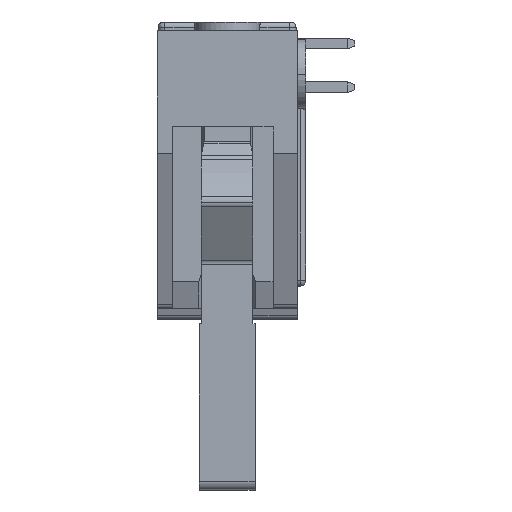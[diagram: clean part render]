
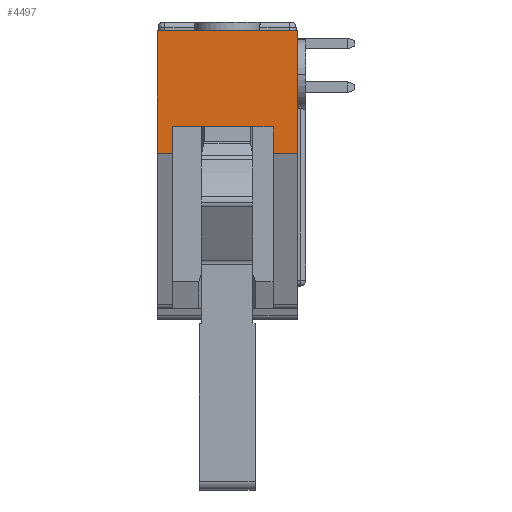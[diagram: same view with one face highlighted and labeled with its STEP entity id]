
A CAD part, left-side view. The second image highlights one B-rep face of the part: STEP entity #4497.
In plain terms, the highlighted planar face has unit normal (-1, 0, 0).
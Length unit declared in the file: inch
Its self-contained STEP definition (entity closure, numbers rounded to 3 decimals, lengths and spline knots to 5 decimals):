
#699 = VECTOR ( 'NONE', #19279, 39.37008 ) ;
#1368 = CARTESIAN_POINT ( 'NONE',  ( -1.38, 0.02, 0.079 ) ) ;
#1701 = CARTESIAN_POINT ( 'NONE',  ( -1.38, 0.305, -0.201 ) ) ;
#1877 = ORIENTED_EDGE ( 'NONE', *, *, #37420, .F. ) ;
#2530 = CARTESIAN_POINT ( 'NONE',  ( -1.38, 0.305, 0.37918 ) ) ;
#2910 = CARTESIAN_POINT ( 'NONE',  ( -1.38, 0.34, -0.201 ) ) ;
#3731 = VECTOR ( 'NONE', #5563, 39.37008 ) ;
#4497 = ADVANCED_FACE ( 'NONE', ( #27252 ), #44622, .F. ) ;
#4979 = CARTESIAN_POINT ( 'NONE',  ( -1.38, 0.075, -0.201 ) ) ;
#5470 = VECTOR ( 'NONE', #13839, 39.37008 ) ;
#5563 = DIRECTION ( 'NONE',  ( 0., 0., 1. ) ) ;
#6181 = LINE ( 'NONE', #45544, #27121 ) ;
#6483 = ORIENTED_EDGE ( 'NONE', *, *, #28270, .F. ) ;
#6929 = DIRECTION ( 'NONE',  ( 0., -1., 0. ) ) ;
#6991 = CARTESIAN_POINT ( 'NONE',  ( -1.38, 0.34, 0.079 ) ) ;
#7364 = EDGE_CURVE ( 'NONE', #26505, #33571, #13861, .T. ) ;
#7588 = VERTEX_POINT ( 'NONE', #6991 ) ;
#7632 = VERTEX_POINT ( 'NONE', #47536 ) ;
#8384 = LINE ( 'NONE', #2530, #5470 ) ;
#8747 = CARTESIAN_POINT ( 'NONE',  ( -1.38, 0.18, 0.079 ) ) ;
#8890 = LINE ( 'NONE', #31513, #3731 ) ;
#8992 = AXIS2_PLACEMENT_3D ( 'NONE', #22310, #26217, #11616 ) ;
#9059 = LINE ( 'NONE', #2910, #23588 ) ;
#9205 = VECTOR ( 'NONE', #24570, 39.37008 ) ;
#9798 = EDGE_LOOP ( 'NONE', ( #37298, #11434, #43799, #40134, #6483, #1877, #39299, #22258 ) ) ;
#11434 = ORIENTED_EDGE ( 'NONE', *, *, #36445, .F. ) ;
#11616 = DIRECTION ( 'NONE',  ( 0., -1., 0. ) ) ;
#13211 = CARTESIAN_POINT ( 'NONE',  ( -1.38, 0.02, 0.099 ) ) ;
#13839 = DIRECTION ( 'NONE',  ( 0., 0., -1. ) ) ;
#13861 = LINE ( 'NONE', #13211, #9205 ) ;
#15643 = CARTESIAN_POINT ( 'NONE',  ( -1.38, 0.34, -0.201 ) ) ;
#16344 = LINE ( 'NONE', #8747, #699 ) ;
#16469 = VERTEX_POINT ( 'NONE', #1701 ) ;
#18418 = VERTEX_POINT ( 'NONE', #4979 ) ;
#18800 = EDGE_CURVE ( 'NONE', #7632, #18418, #6181, .T. ) ;
#19279 = DIRECTION ( 'NONE',  ( 0., -1., 0. ) ) ;
#20365 = LINE ( 'NONE', #28321, #34985 ) ;
#21116 = VERTEX_POINT ( 'NONE', #36990 ) ;
#21478 = EDGE_CURVE ( 'NONE', #18418, #26505, #20365, .T. ) ;
#22258 = ORIENTED_EDGE ( 'NONE', *, *, #21478, .T. ) ;
#22310 = CARTESIAN_POINT ( 'NONE',  ( -1.38, 0.34, 0.099 ) ) ;
#22367 = CARTESIAN_POINT ( 'NONE',  ( -1.38, 0.18, -0.141 ) ) ;
#23588 = VECTOR ( 'NONE', #6929, 39.37008 ) ;
#24570 = DIRECTION ( 'NONE',  ( 0., 0., 1. ) ) ;
#26217 = DIRECTION ( 'NONE',  ( 1., 0., 0. ) ) ;
#26505 = VERTEX_POINT ( 'NONE', #39090 ) ;
#27121 = VECTOR ( 'NONE', #30414, 39.37008 ) ;
#27252 = FACE_OUTER_BOUND ( 'NONE', #9798, .T. ) ;
#28156 = DIRECTION ( 'NONE',  ( 0., -1., 0. ) ) ;
#28270 = EDGE_CURVE ( 'NONE', #21116, #16469, #8384, .T. ) ;
#28321 = CARTESIAN_POINT ( 'NONE',  ( -1.38, 0.34, -0.201 ) ) ;
#30414 = DIRECTION ( 'NONE',  ( 0., 0., -1. ) ) ;
#31513 = CARTESIAN_POINT ( 'NONE',  ( -1.38, 0.34, 0.099 ) ) ;
#33571 = VERTEX_POINT ( 'NONE', #1368 ) ;
#34985 = VECTOR ( 'NONE', #28156, 39.37008 ) ;
#36445 = EDGE_CURVE ( 'NONE', #7588, #33571, #16344, .T. ) ;
#36990 = CARTESIAN_POINT ( 'NONE',  ( -1.38, 0.305, -0.141 ) ) ;
#37298 = ORIENTED_EDGE ( 'NONE', *, *, #7364, .T. ) ;
#37420 = EDGE_CURVE ( 'NONE', #7632, #21116, #38928, .T. ) ;
#38928 = LINE ( 'NONE', #22367, #41841 ) ;
#39090 = CARTESIAN_POINT ( 'NONE',  ( -1.38, 0.02, -0.201 ) ) ;
#39299 = ORIENTED_EDGE ( 'NONE', *, *, #18800, .T. ) ;
#40134 = ORIENTED_EDGE ( 'NONE', *, *, #42958, .T. ) ;
#41136 = VERTEX_POINT ( 'NONE', #15643 ) ;
#41841 = VECTOR ( 'NONE', #44673, 39.37008 ) ;
#42958 = EDGE_CURVE ( 'NONE', #41136, #16469, #9059, .T. ) ;
#43799 = ORIENTED_EDGE ( 'NONE', *, *, #45408, .F. ) ;
#44622 = PLANE ( 'NONE',  #8992 ) ;
#44673 = DIRECTION ( 'NONE',  ( 0., 1., 0. ) ) ;
#45408 = EDGE_CURVE ( 'NONE', #41136, #7588, #8890, .T. ) ;
#45544 = CARTESIAN_POINT ( 'NONE',  ( -1.38, 0.075, 0.37918 ) ) ;
#47536 = CARTESIAN_POINT ( 'NONE',  ( -1.38, 0.075, -0.141 ) ) ;
